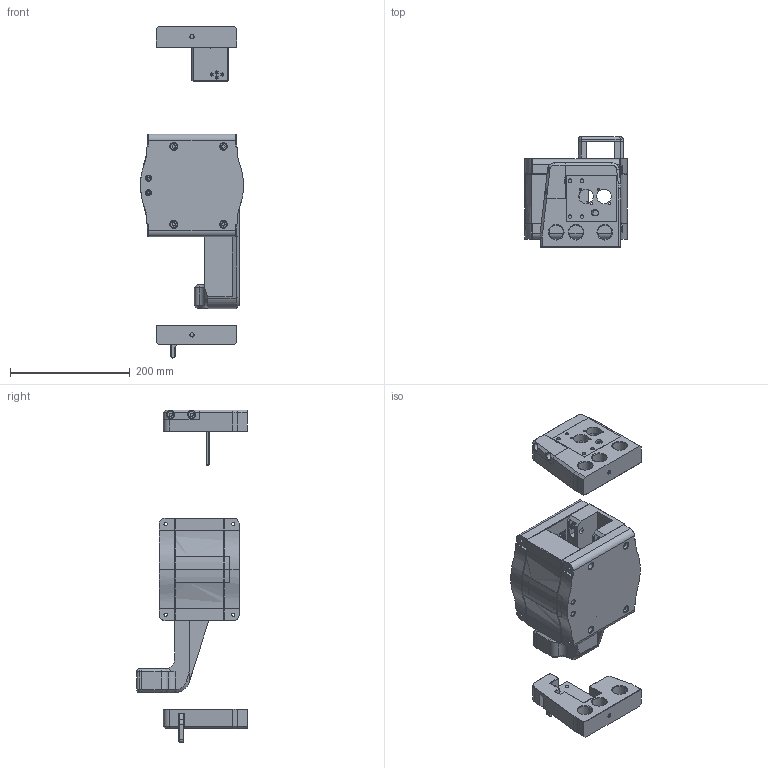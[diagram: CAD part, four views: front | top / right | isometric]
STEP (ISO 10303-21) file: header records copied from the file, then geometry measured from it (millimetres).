
FILE_DESCRIPTION(/* description */ ('','CAx-IF Rec.Pracs.---Representation and Presentation of Product Manufacturing Information (PMI)---4.0---2014-10-13'),/* implementation_level */ '2;1');
FILE_NAME(/* name */ '00 Rail 24 Build v23.step',/* time_stamp */ '2025-01-02T16:37:58Z',/* author */ (''),/* organization */ (''),/* preprocessor_version */ 'ST-DEVELOPER v20',/* originating_system */ 'Autodesk Translation Framework v13.20.0.188',/* authorisation */ '');
FILE_SCHEMA (('AP242_MANAGED_MODEL_BASED_3D_ENGINEERING_MIM_LF { 1 0 10303 442 1 1 4 }'));
Length unit declared in the file: millimetre
Products named in the file (12): 00 Rail 24 Build; 14 Drag Support; 12 End A; 15 Belt Cam; 09 Motor Cover; 01 Bottom; 03 Side Motor; 04 Side; 02 Top; 05 Drag Arm; 06 Drag Mount; 13 End B
Assembly tree (11 placements, depth 2):
  00 Rail 24 Build
    14 Drag Support
    12 End A
    15 Belt Cam
    09 Motor Cover
    01 Bottom
    03 Side Motor
    04 Side
    02 Top
    05 Drag Arm
    06 Drag Mount
    13 End B
Bounding box: 171.38 x 184 x 554 mm (x, y, z)
Volume: 3435495.1 mm3; surface area: 576552.1 mm2
Topology: 15 solids, 15 shells, 1669 faces, 3994 edges, 2480 vertices
Faces by surface type: plane 1248, cylinder 218, cone 122, bspline 78, torus 2, sphere 1
Full cylindrical faces by diameter (mm): 3.3 x33, 5.5 x65, 5.8 x12, 7 x7, 8 x6, 11 x14, 24 x6, 24.4 x2, 29 x1
Entity records: 50769 total; most frequent: CARTESIAN_POINT 11729, ORIENTED_EDGE 7986, DIRECTION 7638, EDGE_CURVE 3993, LINE 3180, VECTOR 3180, VERTEX_POINT 2480, AXIS2_PLACEMENT_3D 2229
